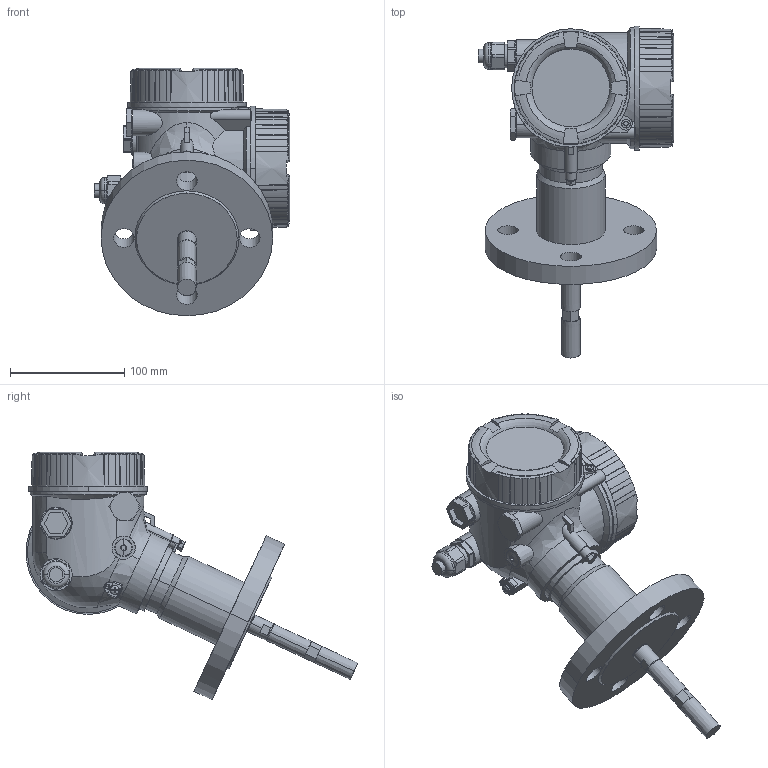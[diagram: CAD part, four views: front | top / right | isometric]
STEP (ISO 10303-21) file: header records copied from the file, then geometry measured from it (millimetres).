
FILE_DESCRIPTION((''),'2;1');
FILE_NAME('DM_CAD-2129_SW0001','2015-06-23T',('Creinig-se'),(''),'PRO/ENGINEER BY PARAMETRIC TECHNOLOGY CORPORATION, 2013050','PRO/ENGINEER BY PARAMETRIC TECHNOLOGY CORPORATION, 2013050','');
FILE_SCHEMA(('CONFIG_CONTROL_DESIGN'));
Length unit declared in the file: millimetre
Products named in the file (1): DM_CAD-2129_SW0001
Bounding box: 171.03 x 290.15 x 216.38 mm (x, y, z)
Volume: 1925399.8 mm3; surface area: 153694.4 mm2
Topology: 1 solids, 1 shells, 713 faces, 1981 edges, 1287 vertices
Faces by surface type: plane 330, cylinder 166, cone 131, torus 40, bspline 16, sphere 16, extrusion 14
Entity records: 29772 total; most frequent: CARTESIAN_POINT 10027, ORIENTED_EDGE 3926, DIRECTION 3872, EDGE_CURVE 1963, AXIS2_PLACEMENT_3D 1514, VERTEX_POINT 1304, VECTOR 844, CIRCLE 832
